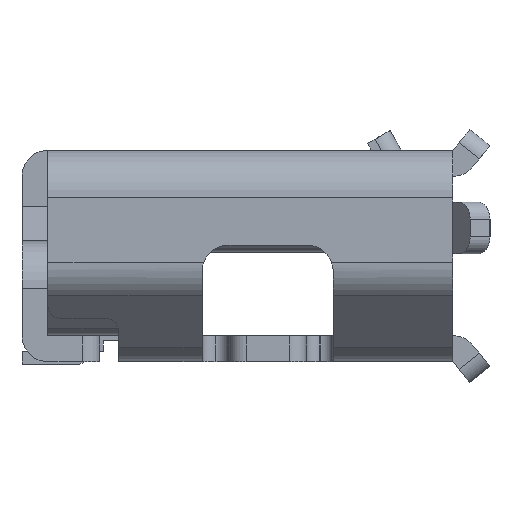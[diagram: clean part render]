
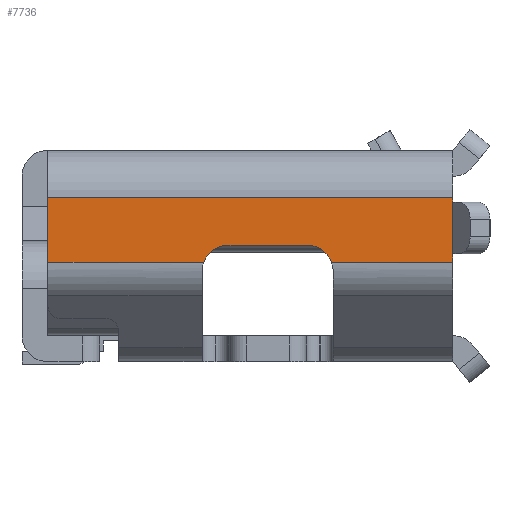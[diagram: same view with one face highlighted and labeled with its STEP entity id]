
A CAD part, left-side view. The second image highlights one B-rep face of the part: STEP entity #7736.
In plain terms, the highlighted planar face has unit normal (-1, 0, 0).
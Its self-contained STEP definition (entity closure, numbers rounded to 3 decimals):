
#299=FACE_OUTER_BOUND('',#709,.T.);
#709=EDGE_LOOP('',(#5881,#5882,#5883,#5884,#5885,#5886,#5887,#5888,#5889,
#5890));
#1122=CIRCLE('',#8303,0.3);
#1123=CIRCLE('',#8304,0.3);
#1229=LINE('',#10925,#2139);
#1247=LINE('',#10982,#2157);
#1262=LINE('',#11027,#2172);
#1286=LINE('',#11083,#2196);
#1655=LINE('',#12083,#2565);
#1667=LINE('',#12121,#2577);
#1668=LINE('',#12124,#2578);
#1669=LINE('',#12126,#2579);
#2139=VECTOR('',#8696,0.096);
#2157=VECTOR('',#8738,0.05);
#2172=VECTOR('',#8777,0.6);
#2196=VECTOR('',#8825,0.92);
#2565=VECTOR('',#9622,0.746);
#2577=VECTOR('',#9670,4.7);
#2578=VECTOR('',#9673,1.408);
#2579=VECTOR('',#9674,1.808);
#3048=VERTEX_POINT('',#10921);
#3050=VERTEX_POINT('',#10924);
#3072=VERTEX_POINT('',#10971);
#3077=VERTEX_POINT('',#10980);
#3114=VERTEX_POINT('',#11079);
#3115=VERTEX_POINT('',#11081);
#3478=VERTEX_POINT('',#12080);
#3479=VERTEX_POINT('',#12082);
#3488=VERTEX_POINT('',#12123);
#3489=VERTEX_POINT('',#12125);
#3813=EDGE_CURVE('',#3048,#3050,#1229,.T.);
#3841=EDGE_CURVE('',#3077,#3072,#1247,.T.);
#3863=EDGE_CURVE('',#3072,#3048,#1262,.T.);
#3892=EDGE_CURVE('',#3114,#3115,#1286,.T.);
#4377=EDGE_CURVE('',#3479,#3478,#1655,.T.);
#4398=EDGE_CURVE('',#3479,#3077,#1667,.T.);
#4399=EDGE_CURVE('',#3050,#3488,#1668,.T.);
#4400=EDGE_CURVE('',#3489,#3478,#1669,.T.);
#4401=EDGE_CURVE('',#3489,#3114,#1122,.T.);
#4402=EDGE_CURVE('',#3115,#3488,#1123,.T.);
#5881=ORIENTED_EDGE('',*,*,#4399,.F.);
#5882=ORIENTED_EDGE('',*,*,#3813,.F.);
#5883=ORIENTED_EDGE('',*,*,#3863,.F.);
#5884=ORIENTED_EDGE('',*,*,#3841,.F.);
#5885=ORIENTED_EDGE('',*,*,#4398,.F.);
#5886=ORIENTED_EDGE('',*,*,#4377,.T.);
#5887=ORIENTED_EDGE('',*,*,#4400,.F.);
#5888=ORIENTED_EDGE('',*,*,#4401,.T.);
#5889=ORIENTED_EDGE('',*,*,#3892,.T.);
#5890=ORIENTED_EDGE('',*,*,#4402,.T.);
#7419=PLANE('',#8302);
#7736=ADVANCED_FACE('',(#299),#7419,.T.);
#8302=AXIS2_PLACEMENT_3D('',#12122,#9671,#9672);
#8303=AXIS2_PLACEMENT_3D('',#12127,#9675,#9676);
#8304=AXIS2_PLACEMENT_3D('',#12128,#9677,#9678);
#8696=DIRECTION('',(0.,0.,-1.));
#8738=DIRECTION('',(0.,0.,-1.));
#8777=DIRECTION('',(0.,0.,-1.));
#8825=DIRECTION('',(0.,-1.,0.));
#9622=DIRECTION('',(0.,0.,-1.));
#9670=DIRECTION('',(0.,-1.,0.));
#9671=DIRECTION('center_axis',(-1.,0.,0.));
#9672=DIRECTION('ref_axis',(0.,0.,
-1.));
#9673=DIRECTION('',(0.,1.,0.));
#9674=DIRECTION('',(0.,1.,0.));
#9675=DIRECTION('center_axis',(1.,0.,0.));
#9676=DIRECTION('ref_axis',(0.,0.939,0.345));
#9677=DIRECTION('center_axis',(1.,0.,0.));
#9678=DIRECTION('ref_axis',(0.,0.,1.));
#10921=CARTESIAN_POINT('',(-3.75,-2.211,1.289));
#10924=CARTESIAN_POINT('',(-3.75,-2.211,1.193));
#10925=CARTESIAN_POINT('',(-3.75,-2.211,1.289));
#10971=CARTESIAN_POINT('',(-3.75,-2.211,1.889));
#10980=CARTESIAN_POINT('',(-3.75,-2.211,1.939));
#10982=CARTESIAN_POINT('',(-3.75,-2.211,1.939));
#11027=CARTESIAN_POINT('',(-3.75,-2.211,1.889));
#11079=CARTESIAN_POINT('',(-3.75,0.399,1.389));
#11081=CARTESIAN_POINT('',(-3.75,-0.521,1.389));
#11083=CARTESIAN_POINT('',(-3.75,0.399,1.389));
#12080=CARTESIAN_POINT('',(-3.75,2.489,1.193));
#12082=CARTESIAN_POINT('',(-3.75,2.489,1.939));
#12083=CARTESIAN_POINT('',(-3.75,2.489,1.939));
#12121=CARTESIAN_POINT('',(-3.75,2.489,1.939));
#12122=CARTESIAN_POINT('Origin',(-3.75,2.489,1.939));
#12123=CARTESIAN_POINT('',(-3.75,-0.802,1.193));
#12124=CARTESIAN_POINT('',(-3.75,-2.211,1.193));
#12125=CARTESIAN_POINT('',(-3.75,0.681,1.193));
#12126=CARTESIAN_POINT('',(-3.75,0.681,1.193));
#12127=CARTESIAN_POINT('Origin',(-3.75,0.399,1.089));
#12128=CARTESIAN_POINT('Origin',(-3.75,-0.521,1.089));
